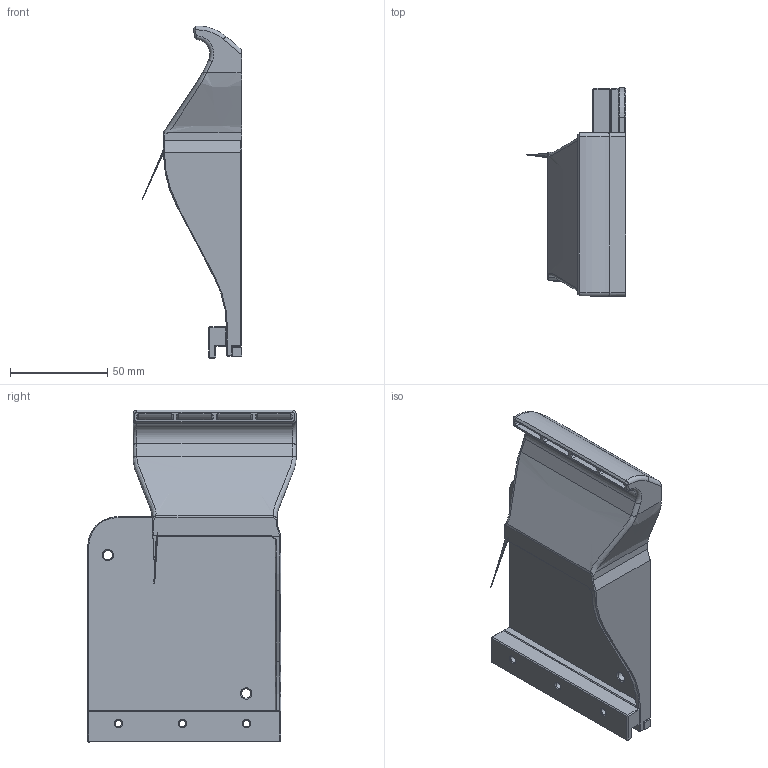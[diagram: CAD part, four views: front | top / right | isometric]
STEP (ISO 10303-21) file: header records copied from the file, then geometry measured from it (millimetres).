
FILE_DESCRIPTION(/* description */ (''),/* implementation_level */ '2;1');
FILE_NAME(/* name */ '9733 v17.step',/* time_stamp */ '2023-05-21T09:11:53+02:00',/* author */ (''),/* organization */ (''),/* preprocessor_version */ 'ST-DEVELOPER v19.2',/* originating_system */ 'Autodesk Translation Framework v12.4.0.73',/* authorisation */ '');
FILE_SCHEMA (('AUTOMOTIVE_DESIGN { 1 0 10303 214 3 1 1 }'));
Length unit declared in the file: millimetre
Products named in the file (3): 9733; Shroud; Clamp
Assembly tree (2 placements, depth 2):
  9733
    Shroud
    Clamp
Bounding box: 51.43 x 107.25 x 170.98 mm (x, y, z)
Volume: 105718.7 mm3; surface area: 73572.8 mm2
Topology: 3 solids, 3 shells, 555 faces, 1505 edges, 952 vertices
Faces by surface type: plane 403, cylinder 55, bspline 45, torus 27, cone 25
Full cylindrical faces by diameter (mm): 3.4 x6, 4.8 x5
Entity records: 34062 total; most frequent: CARTESIAN_POINT 20015, ORIENTED_EDGE 3010, DIRECTION 2588, EDGE_CURVE 1505, LINE 1196, VECTOR 1196, VERTEX_POINT 952, EDGE_LOOP 703
